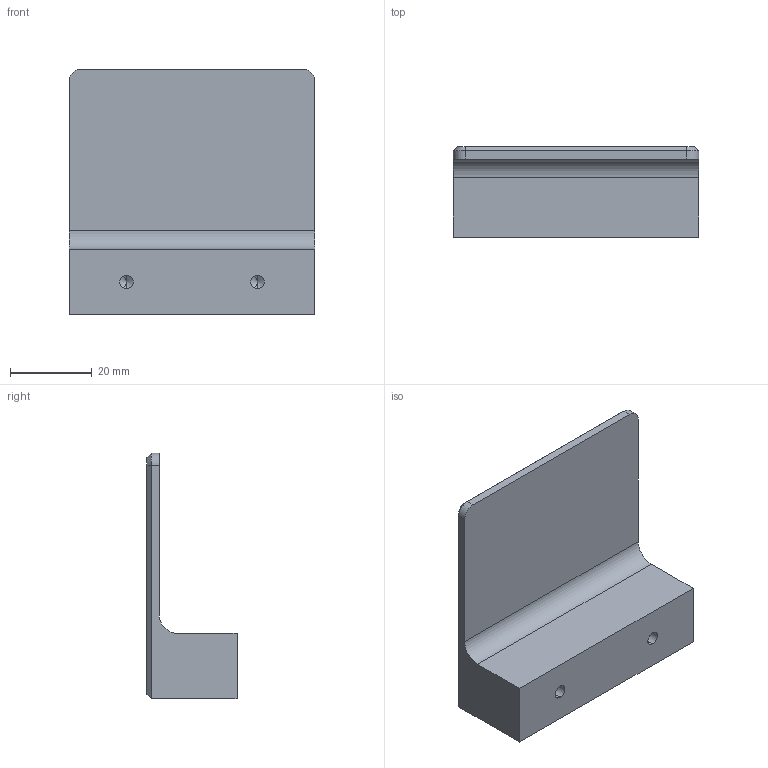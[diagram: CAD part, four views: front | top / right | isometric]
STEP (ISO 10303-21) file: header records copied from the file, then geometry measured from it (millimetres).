
FILE_DESCRIPTION (( 'STEP AP214' ), '1' );
FILE_NAME ('F002281,F002282_3D.step', '2022-07-07T08:13:25', ( '' ), ( '' ), 'SwSTEP 2.0', 'SolidWorks 2020', '' );
FILE_SCHEMA (( 'AUTOMOTIVE_DESIGN' ));
Length unit declared in the file: millimetre
Products named in the file (1): F002281,F002282_3D
Bounding box: 60 x 22 x 60 mm (x, y, z)
Volume: 28969.3 mm3; surface area: 10786.1 mm2
Topology: 1 solids, 1 shells, 25 faces, 59 edges, 34 vertices
Faces by surface type: plane 12, cylinder 7, cone 6
Entity records: 759 total; most frequent: DIRECTION 123, CARTESIAN_POINT 115, ORIENTED_EDGE 110, EDGE_CURVE 55, AXIS2_PLACEMENT_3D 42, VECTOR 39, LINE 39, VERTEX_POINT 34
